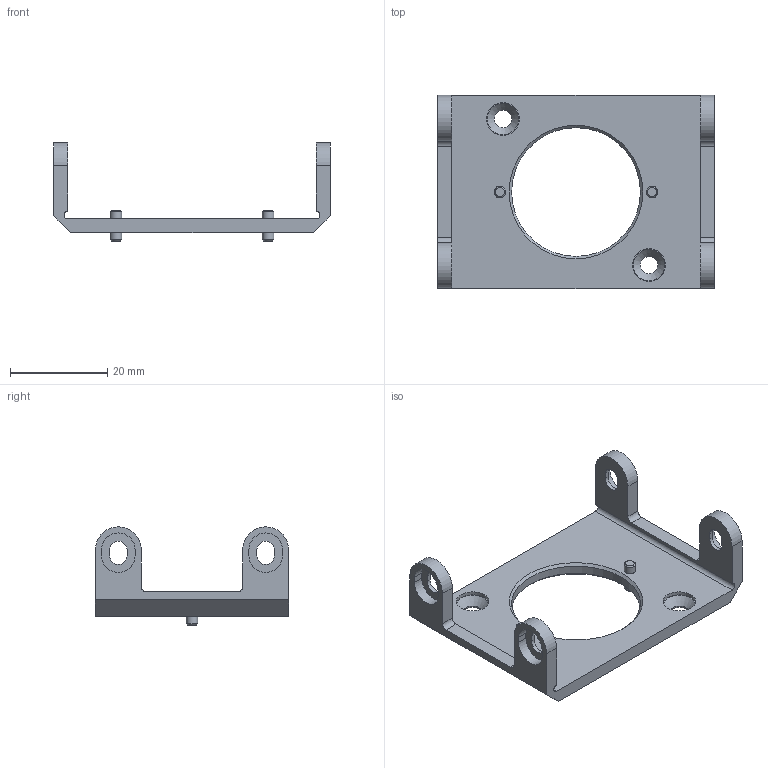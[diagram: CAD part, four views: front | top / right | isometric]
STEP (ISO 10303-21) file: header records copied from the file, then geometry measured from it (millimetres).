
FILE_DESCRIPTION(/* description */ (''),/* implementation_level */ '2;1');
FILE_NAME(/* name */ 'Cube - Connector (C4W-CC).step',/* time_stamp */ '2024-06-17T21:28:13-04:00',/* author */ (''),/* organization */ (''),/* preprocessor_version */ 'ST-DEVELOPER v20',/* originating_system */ 'Autodesk Translation Framework v12.20.1.177',/* authorisation */ '');
FILE_SCHEMA (('AUTOMOTIVE_DESIGN { 1 0 10303 214 3 1 1 }'));
Length unit declared in the file: inch
Products named in the file (1): Cube - Connector (C4W-CC)
Bounding box: 56.72 x 39.62 x 20.19 mm (x, y, z)
Volume: 5515.4 mm3; surface area: 5870.5 mm2
Topology: 3 solids, 3 shells, 332 faces, 880 edges, 585 vertices
Faces by surface type: plane 190, bspline 97, cylinder 37, cone 8
Full cylindrical faces by diameter (mm): 2.38 x2, 2.381 x2, 2.388 x2, 3.556 x2, 6.731 x2, 26.416 x1
Entity records: 12276 total; most frequent: CARTESIAN_POINT 4175, ORIENTED_EDGE 1760, DIRECTION 1243, EDGE_CURVE 880, LINE 601, VECTOR 601, VERTEX_POINT 585, EDGE_LOOP 381
